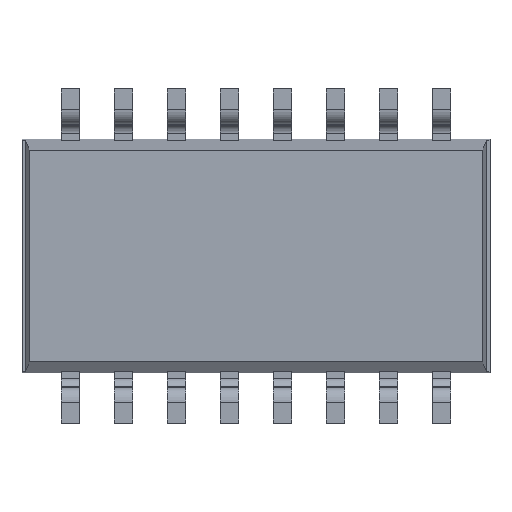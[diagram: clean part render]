
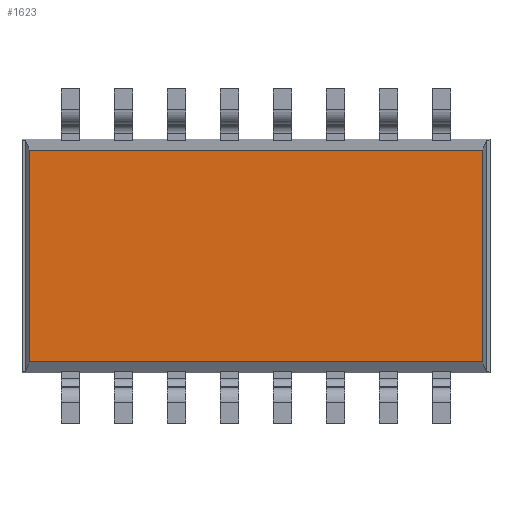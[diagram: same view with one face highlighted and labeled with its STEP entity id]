
A CAD part, front view. The second image highlights one B-rep face of the part: STEP entity #1623.
In plain terms, the highlighted planar face has unit normal (0, -1, 0).
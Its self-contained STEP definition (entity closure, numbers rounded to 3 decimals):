
#1623=ADVANCED_FACE('',(#3287),#3288,.T.);
#3287=FACE_OUTER_BOUND('',#4944,.T.);
#3288=PLANE('',#4945);
#4944=EDGE_LOOP('',(#9916,#9917,#9918,#9919));
#4945=AXIS2_PLACEMENT_3D('',#9920,#9921,#9922);
#9916=ORIENTED_EDGE('',*,*,#11906,.F.);
#9917=ORIENTED_EDGE('',*,*,#11022,.T.);
#9918=ORIENTED_EDGE('',*,*,#11910,.F.);
#9919=ORIENTED_EDGE('',*,*,#11088,.F.);
#9920=CARTESIAN_POINT('',(-5.6,0.0,0.0));
#9921=DIRECTION('',(0.0,-1.0,0.0));
#9922=DIRECTION('',(0.,0.0,-1.0));
#11022=EDGE_CURVE('',#13521,#13519,#13522,.T.);
#11088=EDGE_CURVE('',#13649,#13651,#13652,.T.);
#11906=EDGE_CURVE('',#13521,#13649,#14817,.T.);
#11910=EDGE_CURVE('',#13651,#13519,#14821,.T.);
#13519=VERTEX_POINT('',#17191);
#13521=VERTEX_POINT('',#17194);
#13522=LINE('',#17195,#17196);
#13649=VERTEX_POINT('',#17386);
#13651=VERTEX_POINT('',#17389);
#13652=LINE('',#17390,#17391);
#14817=LINE('',#19022,#19023);
#14821=LINE('',#19029,#19030);
#17191=CARTESIAN_POINT('',(5.421,0.,-2.532));
#17194=CARTESIAN_POINT('',(-5.421,0.,-2.532));
#17195=CARTESIAN_POINT('',(-5.6,0.0,-2.532));
#17196=VECTOR('',#19860,1.0);
#17386=CARTESIAN_POINT('',(-5.421,0.0,2.532));
#17389=CARTESIAN_POINT('',(5.421,0.0,2.532));
#17390=CARTESIAN_POINT('',(-5.6,0.0,2.532));
#17391=VECTOR('',#19925,1.0);
#19022=CARTESIAN_POINT('',(-5.421,0.,-1.4));
#19023=VECTOR('',#20728,1.0);
#19029=CARTESIAN_POINT('',(5.421,0.,-1.4));
#19030=VECTOR('',#20731,1.0);
#19860=DIRECTION('',(1.0,0.0,0.));
#19925=DIRECTION('',(1.0,0.0,0.));
#20728=DIRECTION('',(0.0,0.0,1.0));
#20731=DIRECTION('',(0.0,0.0,-1.0));
